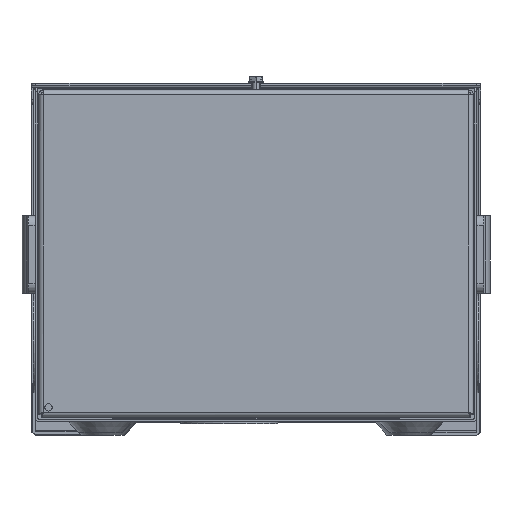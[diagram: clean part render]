
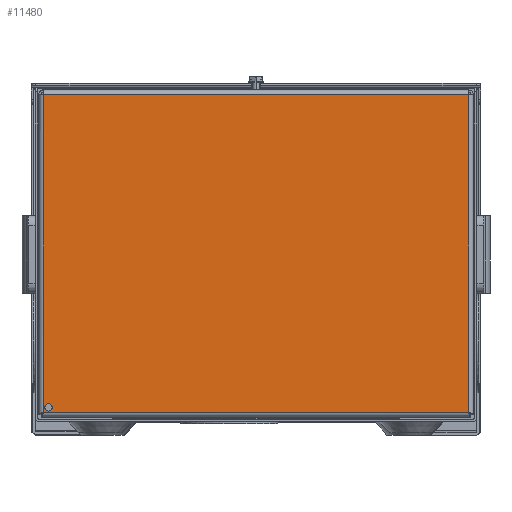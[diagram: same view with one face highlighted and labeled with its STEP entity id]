
A CAD part, front view. The second image highlights one B-rep face of the part: STEP entity #11480.
In plain terms, the highlighted planar face has unit normal (0, -1, 0).
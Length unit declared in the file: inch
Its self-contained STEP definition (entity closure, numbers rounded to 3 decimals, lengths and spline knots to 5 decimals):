
#47 = ORIENTED_EDGE ( 'NONE', *, *, #1176, .F. ) ;
#271 = CARTESIAN_POINT ( 'NONE',  ( -5.3478, -18.7473, 0.27797 ) ) ;
#332 = DIRECTION ( 'NONE',  ( 0., 1., 0. ) ) ;
#367 = DIRECTION ( 'NONE',  ( 0., 0., -1. ) ) ;
#549 = VERTEX_POINT ( 'NONE', #271 ) ;
#599 = CARTESIAN_POINT ( 'NONE',  ( 5.4782, -18.7473, 8.43152 ) ) ;
#1074 = VECTOR ( 'NONE', #7633, 39.37008 ) ;
#1176 = EDGE_CURVE ( 'NONE', #2080, #3743, #8615, .T. ) ;
#1498 = CIRCLE ( 'NONE', #11632, 0.09375 ) ;
#1508 = EDGE_CURVE ( 'NONE', #3743, #4065, #3071, .T. ) ;
#1833 = VECTOR ( 'NONE', #1967, 39.37008 ) ;
#1967 = DIRECTION ( 'NONE',  ( 0., 0., 1. ) ) ;
#2080 = VERTEX_POINT ( 'NONE', #599 ) ;
#2271 = DIRECTION ( 'NONE',  ( 0., 0., 1. ) ) ;
#2660 = CIRCLE ( 'NONE', #9399, 0.09375 ) ;
#2734 = ORIENTED_EDGE ( 'NONE', *, *, #11595, .F. ) ;
#2925 = CARTESIAN_POINT ( 'NONE',  ( 5.4782, -18.7473, 0.24132 ) ) ;
#3049 = EDGE_LOOP ( 'NONE', ( #2734, #4735, #3267, #47 ) ) ;
#3071 = LINE ( 'NONE', #7739, #9255 ) ;
#3267 = ORIENTED_EDGE ( 'NONE', *, *, #1508, .F. ) ;
#3459 = EDGE_LOOP ( 'NONE', ( #8939, #9268 ) ) ;
#3742 = FACE_BOUND ( 'NONE', #3459, .T. ) ;
#3743 = VERTEX_POINT ( 'NONE', #2925 ) ;
#4065 = VERTEX_POINT ( 'NONE', #9206 ) ;
#4316 = EDGE_CURVE ( 'NONE', #549, #6706, #2660, .T. ) ;
#4319 = VECTOR ( 'NONE', #6846, 39.37008 ) ;
#4672 = FACE_OUTER_BOUND ( 'NONE', #3049, .T. ) ;
#4735 = ORIENTED_EDGE ( 'NONE', *, *, #9085, .F. ) ;
#5969 = LINE ( 'NONE', #8835, #4319 ) ;
#6042 = PLANE ( 'NONE',  #9076 ) ;
#6165 = VERTEX_POINT ( 'NONE', #9591 ) ;
#6706 = VERTEX_POINT ( 'NONE', #11741 ) ;
#6846 = DIRECTION ( 'NONE',  ( 1., 0., 0. ) ) ;
#7476 = DIRECTION ( 'NONE',  ( 0., 0., 1. ) ) ;
#7633 = DIRECTION ( 'NONE',  ( 0., 0., -1. ) ) ;
#7739 = CARTESIAN_POINT ( 'NONE',  ( -5.5978, -18.7473, 0.24132 ) ) ;
#7941 = LINE ( 'NONE', #10491, #1833 ) ;
#8227 = DIRECTION ( 'NONE',  ( 0., 1., 0. ) ) ;
#8615 = LINE ( 'NONE', #10481, #1074 ) ;
#8835 = CARTESIAN_POINT ( 'NONE',  ( -5.5978, -18.7473, 8.43152 ) ) ;
#8861 = CARTESIAN_POINT ( 'NONE',  ( -5.3478, -18.7473, 0.37172 ) ) ;
#8939 = ORIENTED_EDGE ( 'NONE', *, *, #10098, .T. ) ;
#9076 = AXIS2_PLACEMENT_3D ( 'NONE', #9764, #11567, #367 ) ;
#9085 = EDGE_CURVE ( 'NONE', #4065, #6165, #7941, .T. ) ;
#9206 = CARTESIAN_POINT ( 'NONE',  ( -5.4782, -18.7473, 0.24132 ) ) ;
#9255 = VECTOR ( 'NONE', #10598, 39.37008 ) ;
#9268 = ORIENTED_EDGE ( 'NONE', *, *, #4316, .T. ) ;
#9399 = AXIS2_PLACEMENT_3D ( 'NONE', #8861, #332, #2271 ) ;
#9591 = CARTESIAN_POINT ( 'NONE',  ( -5.4782, -18.7473, 8.43152 ) ) ;
#9764 = CARTESIAN_POINT ( 'NONE',  ( -5.5978, -18.7473, 8.49132 ) ) ;
#10098 = EDGE_CURVE ( 'NONE', #6706, #549, #1498, .T. ) ;
#10481 = CARTESIAN_POINT ( 'NONE',  ( 5.4782, -18.7473, 8.49132 ) ) ;
#10491 = CARTESIAN_POINT ( 'NONE',  ( -5.4782, -18.7473, 8.49132 ) ) ;
#10598 = DIRECTION ( 'NONE',  ( -1., 0., 0. ) ) ;
#11138 = CARTESIAN_POINT ( 'NONE',  ( -5.3478, -18.7473, 0.37172 ) ) ;
#11480 = ADVANCED_FACE ( 'NONE', ( #4672, #3742 ), #6042, .F. ) ;
#11567 = DIRECTION ( 'NONE',  ( 0., 1., 0. ) ) ;
#11595 = EDGE_CURVE ( 'NONE', #6165, #2080, #5969, .T. ) ;
#11632 = AXIS2_PLACEMENT_3D ( 'NONE', #11138, #8227, #7476 ) ;
#11741 = CARTESIAN_POINT ( 'NONE',  ( -5.3478, -18.7473, 0.46547 ) ) ;
